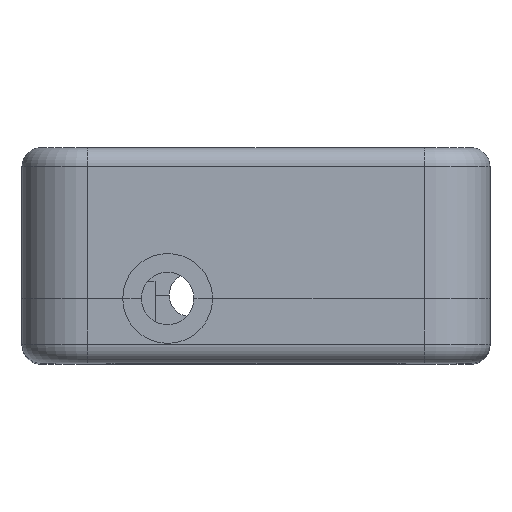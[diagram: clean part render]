
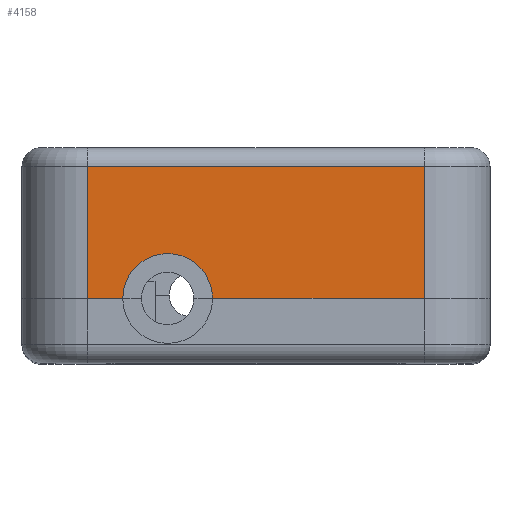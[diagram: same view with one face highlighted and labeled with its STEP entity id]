
A CAD part, top view. The second image highlights one B-rep face of the part: STEP entity #4158.
In plain terms, the highlighted planar face has unit normal (0, 0, 1).
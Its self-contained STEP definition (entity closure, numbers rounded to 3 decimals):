
#90 = EDGE_CURVE ( 'NONE', #7313, #1915, #3852, .T. ) ;
#192 = DIRECTION ( 'NONE',  ( 1., 0., 0. ) ) ;
#242 = CARTESIAN_POINT ( 'NONE',  ( -4.64, -16.11, 42.5 ) ) ;
#380 = DIRECTION ( 'NONE',  ( 1., 0., 0. ) ) ;
#472 = LINE ( 'NONE', #6645, #1433 ) ;
#698 = VERTEX_POINT ( 'NONE', #2423 ) ;
#871 = VECTOR ( 'NONE', #2519, 1000. ) ;
#876 = AXIS2_PLACEMENT_3D ( 'NONE', #3371, #1066, #380 ) ;
#955 = PLANE ( 'NONE',  #876 ) ;
#976 = DIRECTION ( 'NONE',  ( -1., 0., 0. ) ) ;
#1066 = DIRECTION ( 'NONE',  ( 0., 0., 1. ) ) ;
#1417 = EDGE_CURVE ( 'NONE', #698, #4176, #472, .T. ) ;
#1433 = VECTOR ( 'NONE', #4909, 1000. ) ;
#1454 = ORIENTED_EDGE ( 'NONE', *, *, #1782, .F. ) ;
#1782 = EDGE_CURVE ( 'NONE', #5136, #3862, #6702, .T. ) ;
#1915 = VERTEX_POINT ( 'NONE', #3098 ) ;
#2126 = DIRECTION ( 'NONE',  ( 0., 1., 0. ) ) ;
#2423 = CARTESIAN_POINT ( 'NONE',  ( -18., -2., 42.5 ) ) ;
#2445 = CARTESIAN_POINT ( 'NONE',  ( -25., -16.11, 42.5 ) ) ;
#2519 = DIRECTION ( 'NONE',  ( 1., 0., 0. ) ) ;
#2537 = EDGE_LOOP ( 'NONE', ( #6025, #3548, #1454, #2955, #6351, #4780 ) ) ;
#2646 = VECTOR ( 'NONE', #2126, 1000. ) ;
#2664 = CARTESIAN_POINT ( 'NONE',  ( -14.24, -16.11, 42.5 ) ) ;
#2688 = CARTESIAN_POINT ( 'NONE',  ( -18., -16.11, 42.5 ) ) ;
#2848 = VECTOR ( 'NONE', #5276, 1000. ) ;
#2916 = CARTESIAN_POINT ( 'NONE',  ( 18., -16.11, 42.5 ) ) ;
#2955 = ORIENTED_EDGE ( 'NONE', *, *, #3671, .T. ) ;
#3098 = CARTESIAN_POINT ( 'NONE',  ( 18., -2., 42.5 ) ) ;
#3371 = CARTESIAN_POINT ( 'NONE',  ( -25., -23., 42.5 ) ) ;
#3548 = ORIENTED_EDGE ( 'NONE', *, *, #4552, .T. ) ;
#3671 = EDGE_CURVE ( 'NONE', #5136, #7313, #6014, .T. ) ;
#3852 = LINE ( 'NONE', #7389, #2646 ) ;
#3862 = VERTEX_POINT ( 'NONE', #2664 ) ;
#3934 = CARTESIAN_POINT ( 'NONE',  ( -9.44, -16.11, 42.5 ) ) ;
#4158 = ADVANCED_FACE ( 'NONE', ( #6320 ), #955, .T. ) ;
#4176 = VERTEX_POINT ( 'NONE', #2688 ) ;
#4467 = EDGE_CURVE ( 'NONE', #1915, #698, #6265, .T. ) ;
#4552 = EDGE_CURVE ( 'NONE', #4176, #3862, #5861, .T. ) ;
#4618 = CARTESIAN_POINT ( 'NONE',  ( -18., -2., 42.5 ) ) ;
#4780 = ORIENTED_EDGE ( 'NONE', *, *, #4467, .T. ) ;
#4909 = DIRECTION ( 'NONE',  ( 0., -1., 0. ) ) ;
#5136 = VERTEX_POINT ( 'NONE', #242 ) ;
#5276 = DIRECTION ( 'NONE',  ( 1., 0., 0. ) ) ;
#5861 = LINE ( 'NONE', #2445, #2848 ) ;
#5943 = CARTESIAN_POINT ( 'NONE',  ( -25., -16.11, 42.5 ) ) ;
#6014 = LINE ( 'NONE', #5943, #871 ) ;
#6025 = ORIENTED_EDGE ( 'NONE', *, *, #1417, .T. ) ;
#6036 = VECTOR ( 'NONE', #976, 1000. ) ;
#6265 = LINE ( 'NONE', #4618, #6036 ) ;
#6275 = DIRECTION ( 'NONE',  ( 0., 0., 1. ) ) ;
#6320 = FACE_OUTER_BOUND ( 'NONE', #2537, .T. ) ;
#6351 = ORIENTED_EDGE ( 'NONE', *, *, #90, .T. ) ;
#6645 = CARTESIAN_POINT ( 'NONE',  ( -18., -23., 42.5 ) ) ;
#6702 = CIRCLE ( 'NONE', #7441, 4.8 ) ;
#7313 = VERTEX_POINT ( 'NONE', #2916 ) ;
#7389 = CARTESIAN_POINT ( 'NONE',  ( 18., -23., 42.5 ) ) ;
#7441 = AXIS2_PLACEMENT_3D ( 'NONE', #3934, #6275, #192 ) ;
